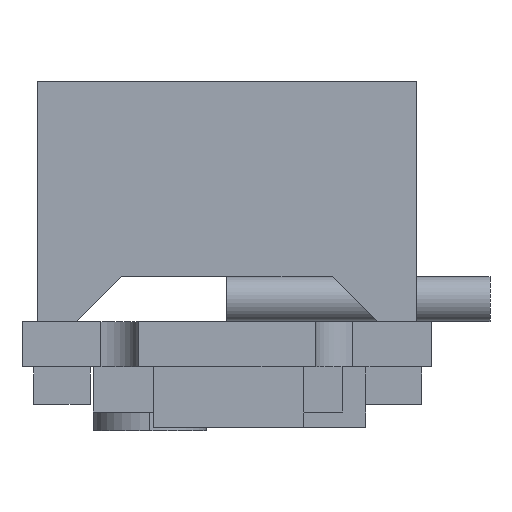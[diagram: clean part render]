
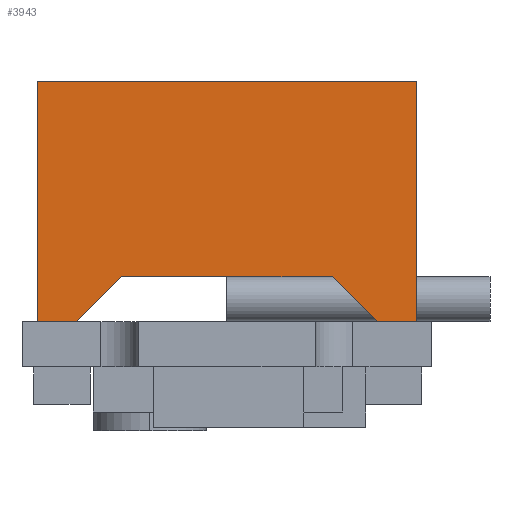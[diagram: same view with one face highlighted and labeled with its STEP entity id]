
A CAD part, left-side view. The second image highlights one B-rep face of the part: STEP entity #3943.
In plain terms, the highlighted planar face has unit normal (-1, 0, 0).
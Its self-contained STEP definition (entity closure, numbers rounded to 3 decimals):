
#18 = LINE ( 'NONE', #3783, #2233 ) ;
#33 = ORIENTED_EDGE ( 'NONE', *, *, #4405, .T. ) ;
#80 = EDGE_CURVE ( 'NONE', #4242, #493, #2696, .T. ) ;
#145 = VERTEX_POINT ( 'NONE', #1887 ) ;
#202 = DIRECTION ( 'NONE',  ( 0., 0., 1. ) ) ;
#211 = VECTOR ( 'NONE', #4062, 1000. ) ;
#338 = ORIENTED_EDGE ( 'NONE', *, *, #1043, .F. ) ;
#403 = LINE ( 'NONE', #4287, #2485 ) ;
#486 = VERTEX_POINT ( 'NONE', #1377 ) ;
#493 = VERTEX_POINT ( 'NONE', #3532 ) ;
#518 = DIRECTION ( 'NONE',  ( 0., -1., 0. ) ) ;
#536 = DIRECTION ( 'NONE',  ( 0., 0., 1. ) ) ;
#584 = DIRECTION ( 'NONE',  ( 0., -1., 0. ) ) ;
#663 = VERTEX_POINT ( 'NONE', #3700 ) ;
#825 = CARTESIAN_POINT ( 'NONE',  ( -11.35, -5.05, 0. ) ) ;
#874 = ORIENTED_EDGE ( 'NONE', *, *, #1166, .F. ) ;
#1043 = EDGE_CURVE ( 'NONE', #4621, #663, #18, .T. ) ;
#1166 = EDGE_CURVE ( 'NONE', #1462, #486, #1317, .T. ) ;
#1228 = LINE ( 'NONE', #4072, #3391 ) ;
#1247 = CARTESIAN_POINT ( 'NONE',  ( -11.35, -5.05, -6.4 ) ) ;
#1317 = LINE ( 'NONE', #4846, #211 ) ;
#1377 = CARTESIAN_POINT ( 'NONE',  ( -11.35, 5.05, 0. ) ) ;
#1378 = ORIENTED_EDGE ( 'NONE', *, *, #3088, .T. ) ;
#1398 = CARTESIAN_POINT ( 'NONE',  ( -11.35, -5.05, -6.4 ) ) ;
#1423 = VECTOR ( 'NONE', #518, 1000. ) ;
#1462 = VERTEX_POINT ( 'NONE', #1945 ) ;
#1531 = ORIENTED_EDGE ( 'NONE', *, *, #2189, .F. ) ;
#1608 = VECTOR ( 'NONE', #536, 1000. ) ;
#1624 = FACE_OUTER_BOUND ( 'NONE', #4740, .T. ) ;
#1704 = EDGE_CURVE ( 'NONE', #145, #2866, #403, .T. ) ;
#1752 = DIRECTION ( 'NONE',  ( 0., 1., 0. ) ) ;
#1852 = EDGE_CURVE ( 'NONE', #486, #493, #2657, .T. ) ;
#1887 = CARTESIAN_POINT ( 'NONE',  ( -11.35, -4., -6.4 ) ) ;
#1945 = CARTESIAN_POINT ( 'NONE',  ( -11.35, 5.05, -6.4 ) ) ;
#2189 = EDGE_CURVE ( 'NONE', #2866, #4621, #1228, .T. ) ;
#2233 = VECTOR ( 'NONE', #4196, 1000. ) ;
#2277 = PLANE ( 'NONE',  #4928 ) ;
#2485 = VECTOR ( 'NONE', #4552, 1000. ) ;
#2513 = VECTOR ( 'NONE', #584, 1000. ) ;
#2550 = CARTESIAN_POINT ( 'NONE',  ( -11.35, -2.8, -5.2 ) ) ;
#2657 = LINE ( 'NONE', #825, #3713 ) ;
#2690 = DIRECTION ( 'NONE',  ( -1., 0., 0. ) ) ;
#2696 = LINE ( 'NONE', #1247, #1608 ) ;
#2866 = VERTEX_POINT ( 'NONE', #2550 ) ;
#3088 = EDGE_CURVE ( 'NONE', #1462, #663, #4536, .T. ) ;
#3321 = CARTESIAN_POINT ( 'NONE',  ( -11.35, -5.05, -6.4 ) ) ;
#3391 = VECTOR ( 'NONE', #1752, 1000. ) ;
#3532 = CARTESIAN_POINT ( 'NONE',  ( -11.35, -5.05, 0. ) ) ;
#3695 = LINE ( 'NONE', #1398, #2513 ) ;
#3700 = CARTESIAN_POINT ( 'NONE',  ( -11.35, 4., -6.4 ) ) ;
#3713 = VECTOR ( 'NONE', #5256, 1000. ) ;
#3783 = CARTESIAN_POINT ( 'NONE',  ( -11.35, -0.525, -1.875 ) ) ;
#3796 = CARTESIAN_POINT ( 'NONE',  ( -11.35, -5.05, -6.4 ) ) ;
#3943 = ADVANCED_FACE ( 'NONE', ( #1624 ), #2277, .T. ) ;
#4062 = DIRECTION ( 'NONE',  ( 0., 0., 1. ) ) ;
#4072 = CARTESIAN_POINT ( 'NONE',  ( -11.35, -5.05, -5.2 ) ) ;
#4196 = DIRECTION ( 'NONE',  ( 0., 0.707, -0.707 ) ) ;
#4242 = VERTEX_POINT ( 'NONE', #3321 ) ;
#4287 = CARTESIAN_POINT ( 'NONE',  ( -11.35, -4.525, -6.925 ) ) ;
#4405 = EDGE_CURVE ( 'NONE', #145, #4242, #3695, .T. ) ;
#4536 = LINE ( 'NONE', #3796, #1423 ) ;
#4552 = DIRECTION ( 'NONE',  ( 0., 0.707, 0.707 ) ) ;
#4621 = VERTEX_POINT ( 'NONE', #5114 ) ;
#4654 = ORIENTED_EDGE ( 'NONE', *, *, #1704, .F. ) ;
#4740 = EDGE_LOOP ( 'NONE', ( #4654, #33, #5166, #4874, #874, #1378, #338, #1531 ) ) ;
#4846 = CARTESIAN_POINT ( 'NONE',  ( -11.35, 5.05, -6.4 ) ) ;
#4874 = ORIENTED_EDGE ( 'NONE', *, *, #1852, .F. ) ;
#4928 = AXIS2_PLACEMENT_3D ( 'NONE', #5071, #2690, #202 ) ;
#5071 = CARTESIAN_POINT ( 'NONE',  ( -11.35, -5.05, -6.4 ) ) ;
#5114 = CARTESIAN_POINT ( 'NONE',  ( -11.35, 2.8, -5.2 ) ) ;
#5166 = ORIENTED_EDGE ( 'NONE', *, *, #80, .T. ) ;
#5256 = DIRECTION ( 'NONE',  ( 0., -1., 0. ) ) ;
